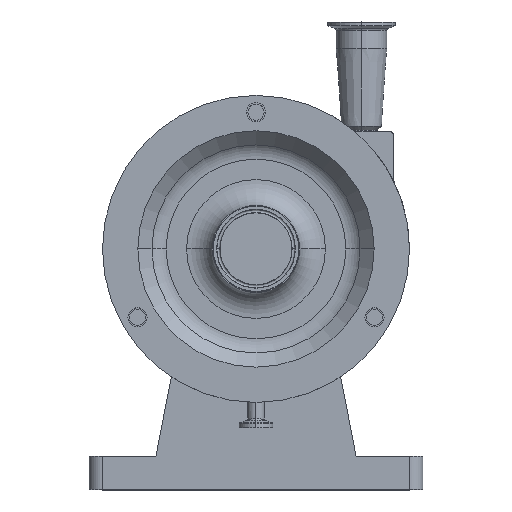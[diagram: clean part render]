
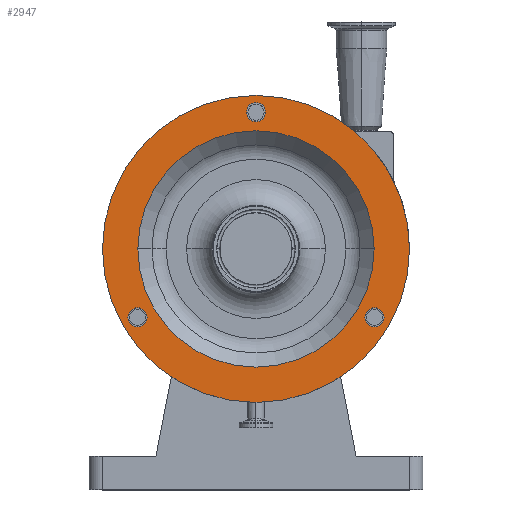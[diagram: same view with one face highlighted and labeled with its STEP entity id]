
A CAD part, top view. The second image highlights one B-rep face of the part: STEP entity #2947.
In plain terms, the highlighted planar face has unit normal (0, 0, 1).
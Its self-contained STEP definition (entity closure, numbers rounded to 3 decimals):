
#262 = VERTEX_POINT ( 'NONE', #3617 ) ;
#275 = EDGE_CURVE ( 'NONE', #319, #276, #3265, .T. ) ;
#276 = VERTEX_POINT ( 'NONE', #3478 ) ;
#278 = VERTEX_POINT ( 'NONE', #3479 ) ;
#306 = VERTEX_POINT ( 'NONE', #3655 ) ;
#312 = EDGE_CURVE ( 'NONE', #278, #318, #3700, .T. ) ;
#313 = VERTEX_POINT ( 'NONE', #3648 ) ;
#318 = VERTEX_POINT ( 'NONE', #3723 ) ;
#319 = VERTEX_POINT ( 'NONE', #3781 ) ;
#323 = EDGE_CURVE ( 'NONE', #324, #313, #3775, .T. ) ;
#324 = VERTEX_POINT ( 'NONE', #3750 ) ;
#359 = VERTEX_POINT ( 'NONE', #3821 ) ;
#360 = EDGE_CURVE ( 'NONE', #306, #359, #3840, .T. ) ;
#420 = EDGE_CURVE ( 'NONE', #262, #438, #3889, .T. ) ;
#438 = VERTEX_POINT ( 'NONE', #3966 ) ;
#2738 = ORIENTED_EDGE ( 'NONE', *, *, #3031, .F. ) ;
#2739 = EDGE_LOOP ( 'NONE', ( #2738, #2950 ) ) ;
#2752 = EDGE_CURVE ( 'NONE', #313, #324, #8402, .T. ) ;
#2761 = EDGE_CURVE ( 'NONE', #318, #278, #8457, .T. ) ;
#2779 = ORIENTED_EDGE ( 'NONE', *, *, #420, .F. ) ;
#2805 = ORIENTED_EDGE ( 'NONE', *, *, #2856, .T. ) ;
#2838 = ORIENTED_EDGE ( 'NONE', *, *, #3004, .F. ) ;
#2846 = ORIENTED_EDGE ( 'NONE', *, *, #360, .T. ) ;
#2847 = EDGE_LOOP ( 'NONE', ( #2838, #2779 ) ) ;
#2856 = EDGE_CURVE ( 'NONE', #359, #306, #8527, .T. ) ;
#2947 = ADVANCED_FACE ( 'NONE', ( #8657, #8658, #8706, #8787, #8648 ), #8707, .F. ) ;
#2950 = ORIENTED_EDGE ( 'NONE', *, *, #275, .F. ) ;
#2954 = EDGE_LOOP ( 'NONE', ( #2846, #2805 ) ) ;
#2956 = EDGE_LOOP ( 'NONE', ( #2959, #2964 ) ) ;
#2957 = EDGE_LOOP ( 'NONE', ( #2960, #2961 ) ) ;
#2959 = ORIENTED_EDGE ( 'NONE', *, *, #2761, .F. ) ;
#2960 = ORIENTED_EDGE ( 'NONE', *, *, #2752, .F. ) ;
#2961 = ORIENTED_EDGE ( 'NONE', *, *, #323, .F. ) ;
#2964 = ORIENTED_EDGE ( 'NONE', *, *, #312, .F. ) ;
#3004 = EDGE_CURVE ( 'NONE', #438, #262, #8838, .T. ) ;
#3031 = EDGE_CURVE ( 'NONE', #276, #319, #8922, .T. ) ;
#3260 = DIRECTION ( 'NONE',  ( 1., 0., 0. ) ) ;
#3261 = DIRECTION ( 'NONE',  ( 0., 0., 1. ) ) ;
#3262 = CARTESIAN_POINT ( 'NONE',  ( 88.768, -51.25, 194. ) ) ;
#3265 = CIRCLE ( 'NONE', #3326, 7.144 ) ;
#3326 = AXIS2_PLACEMENT_3D ( 'NONE', #3262, #3261, #3260 ) ;
#3478 = CARTESIAN_POINT ( 'NONE',  ( 95.911, -51.25, 194. ) ) ;
#3479 = CARTESIAN_POINT ( 'NONE',  ( -95.911, -51.25, 194. ) ) ;
#3617 = CARTESIAN_POINT ( 'NONE',  ( -88.5, 0., 194. ) ) ;
#3647 = AXIS2_PLACEMENT_3D ( 'NONE', #3703, #3706, #3673 ) ;
#3648 = CARTESIAN_POINT ( 'NONE',  ( 7.144, 102.5, 194. ) ) ;
#3655 = CARTESIAN_POINT ( 'NONE',  ( 115., 0., 194. ) ) ;
#3673 = DIRECTION ( 'NONE',  ( 1., 0., 0. ) ) ;
#3700 = CIRCLE ( 'NONE', #3647, 7.144 ) ;
#3703 = CARTESIAN_POINT ( 'NONE',  ( -88.768, -51.25, 194. ) ) ;
#3706 = DIRECTION ( 'NONE',  ( 0., 0., 1. ) ) ;
#3723 = CARTESIAN_POINT ( 'NONE',  ( -81.624, -51.25, 194. ) ) ;
#3736 = AXIS2_PLACEMENT_3D ( 'NONE', #3743, #3778, #3762 ) ;
#3743 = CARTESIAN_POINT ( 'NONE',  ( 0., 102.5, 194. ) ) ;
#3750 = CARTESIAN_POINT ( 'NONE',  ( -7.144, 102.5, 194. ) ) ;
#3762 = DIRECTION ( 'NONE',  ( 1., 0., 0. ) ) ;
#3775 = CIRCLE ( 'NONE', #3736, 7.144 ) ;
#3778 = DIRECTION ( 'NONE',  ( 0., 0., 1. ) ) ;
#3781 = CARTESIAN_POINT ( 'NONE',  ( 81.624, -51.25, 194. ) ) ;
#3812 = DIRECTION ( 'NONE',  ( 0., 0., 1. ) ) ;
#3819 = AXIS2_PLACEMENT_3D ( 'NONE', #3843, #3812, #3856 ) ;
#3821 = CARTESIAN_POINT ( 'NONE',  ( -115., 0., 194. ) ) ;
#3840 = CIRCLE ( 'NONE', #3819, 115. ) ;
#3843 = CARTESIAN_POINT ( 'NONE',  ( 0., 0., 194. ) ) ;
#3856 = DIRECTION ( 'NONE',  ( 1., 0., 0. ) ) ;
#3889 = CIRCLE ( 'NONE', #3932, 88.5 ) ;
#3929 = CARTESIAN_POINT ( 'NONE',  ( 0., 0., 194. ) ) ;
#3932 = AXIS2_PLACEMENT_3D ( 'NONE', #3929, #3942, #3938 ) ;
#3938 = DIRECTION ( 'NONE',  ( 1., 0., 0. ) ) ;
#3942 = DIRECTION ( 'NONE',  ( 0., 0., 1. ) ) ;
#3966 = CARTESIAN_POINT ( 'NONE',  ( 88.5, 0., 194. ) ) ;
#8402 = CIRCLE ( 'NONE', #8463, 7.144 ) ;
#8430 = CARTESIAN_POINT ( 'NONE',  ( -88.768, -51.25, 194. ) ) ;
#8456 = AXIS2_PLACEMENT_3D ( 'NONE', #8430, #8503, #8502 ) ;
#8457 = CIRCLE ( 'NONE', #8456, 7.144 ) ;
#8463 = AXIS2_PLACEMENT_3D ( 'NONE', #8477, #8464, #8466 ) ;
#8464 = DIRECTION ( 'NONE',  ( 0., 0., 1. ) ) ;
#8466 = DIRECTION ( 'NONE',  ( 1., 0., 0. ) ) ;
#8477 = CARTESIAN_POINT ( 'NONE',  ( 0., 102.5, 194. ) ) ;
#8502 = DIRECTION ( 'NONE',  ( 1., 0., 0. ) ) ;
#8503 = DIRECTION ( 'NONE',  ( 0., 0., 1. ) ) ;
#8521 = DIRECTION ( 'NONE',  ( 1., 0., 0. ) ) ;
#8522 = DIRECTION ( 'NONE',  ( 0., 0., 1. ) ) ;
#8523 = AXIS2_PLACEMENT_3D ( 'NONE', #8607, #8522, #8521 ) ;
#8527 = CIRCLE ( 'NONE', #8523, 115. ) ;
#8607 = CARTESIAN_POINT ( 'NONE',  ( 0., 0., 194. ) ) ;
#8648 = FACE_BOUND ( 'NONE', #2847, .T. ) ;
#8657 = FACE_BOUND ( 'NONE', #2739, .T. ) ;
#8658 = FACE_BOUND ( 'NONE', #2956, .T. ) ;
#8682 = DIRECTION ( 'NONE',  ( -1., 0., 0. ) ) ;
#8683 = DIRECTION ( 'NONE',  ( 0., 0., -1. ) ) ;
#8684 = CARTESIAN_POINT ( 'NONE',  ( 0., 32., 194. ) ) ;
#8706 = FACE_BOUND ( 'NONE', #2957, .T. ) ;
#8707 = PLANE ( 'NONE',  #8710 ) ;
#8710 = AXIS2_PLACEMENT_3D ( 'NONE', #8684, #8683, #8682 ) ;
#8787 = FACE_OUTER_BOUND ( 'NONE', #2954, .T. ) ;
#8838 = CIRCLE ( 'NONE', #8864, 88.5 ) ;
#8862 = DIRECTION ( 'NONE',  ( 1., 0., 0. ) ) ;
#8863 = DIRECTION ( 'NONE',  ( 0., 0., 1. ) ) ;
#8864 = AXIS2_PLACEMENT_3D ( 'NONE', #8866, #8863, #8862 ) ;
#8866 = CARTESIAN_POINT ( 'NONE',  ( 0., 0., 194. ) ) ;
#8871 = DIRECTION ( 'NONE',  ( 1., 0., 0. ) ) ;
#8872 = DIRECTION ( 'NONE',  ( 0., 0., 1. ) ) ;
#8873 = CARTESIAN_POINT ( 'NONE',  ( 88.768, -51.25, 194. ) ) ;
#8874 = AXIS2_PLACEMENT_3D ( 'NONE', #8873, #8872, #8871 ) ;
#8922 = CIRCLE ( 'NONE', #8874, 7.144 ) ;
